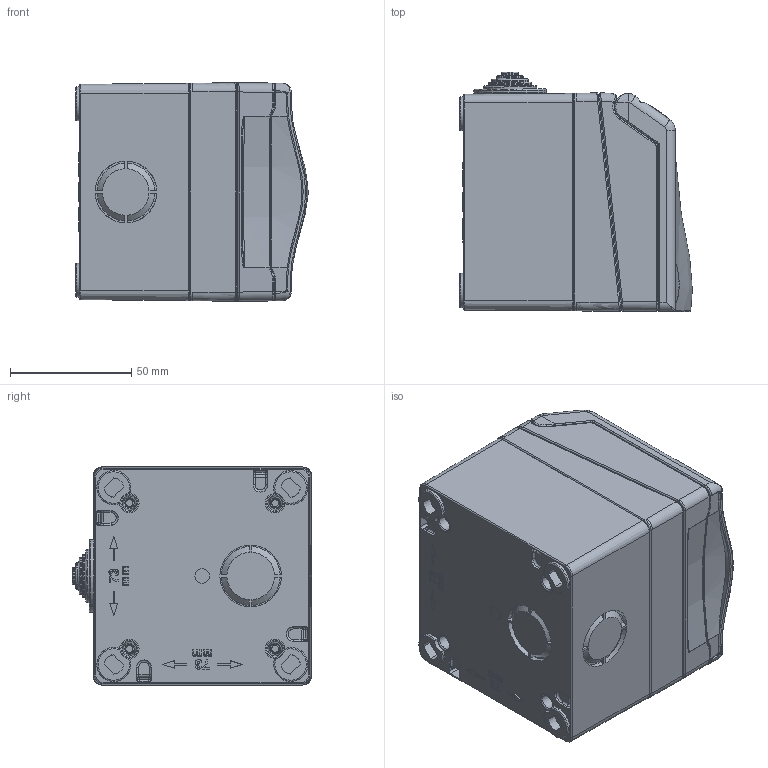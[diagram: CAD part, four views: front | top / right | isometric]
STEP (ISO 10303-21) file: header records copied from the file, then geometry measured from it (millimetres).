
FILE_DESCRIPTION (( 'STEP AP203' ), '1' );
FILE_NAME ('875-6v.STEP', '2020-06-02T07:56:23', ( '' ), ( '' ), 'SwSTEP 2.0', 'SolidWorks 2019', '' );
FILE_SCHEMA (( 'CONFIG_CONTROL_DESIGN' ));
Length unit declared in the file: millimetre
Products named in the file (1): 875-6v
Bounding box: 96.02 x 98.86 x 90.15 mm (x, y, z)
Volume: 691977.4 mm3; surface area: 53127.1 mm2
Topology: 1 solids, 1 shells, 954 faces, 2378 edges, 1451 vertices
Faces by surface type: plane 378, bspline 237, cylinder 216, cone 52, torus 41, sphere 30
Full cylindrical faces by diameter (mm): 4.2 x4, 6 x1, 7 x1, 7.952 x4, 11 x1, 15 x1, 15.9 x1, 18 x1, 22 x1, 30 x1
Entity records: 41512 total; most frequent: CARTESIAN_POINT 21405, ORIENTED_EDGE 4566, DIRECTION 3452, EDGE_CURVE 2283, VERTEX_POINT 1433, AXIS2_PLACEMENT_3D 1178, LINE 1096, VECTOR 1096
